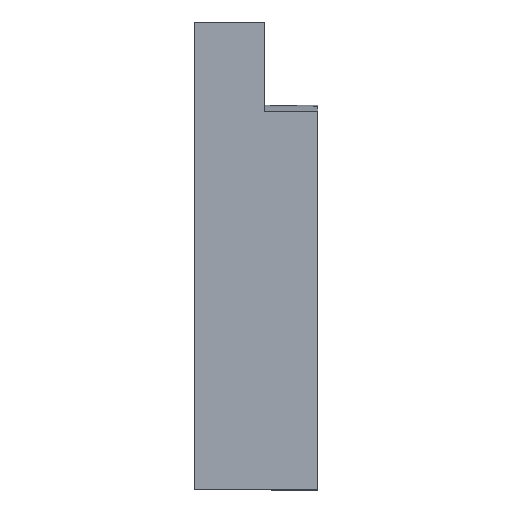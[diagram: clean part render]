
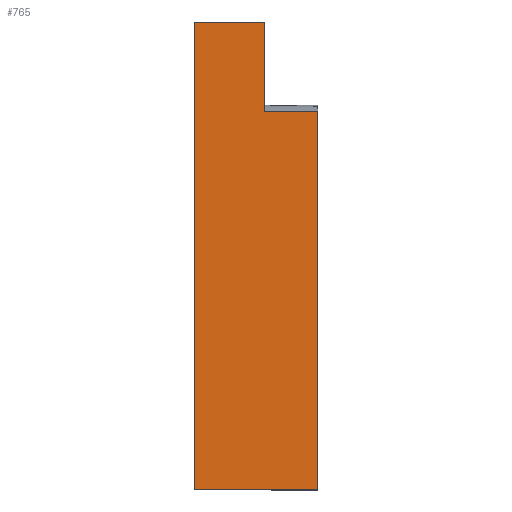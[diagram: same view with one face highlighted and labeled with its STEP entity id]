
A CAD part, top view. The second image highlights one B-rep face of the part: STEP entity #765.
In plain terms, the highlighted planar face has unit normal (0, 0, 1).
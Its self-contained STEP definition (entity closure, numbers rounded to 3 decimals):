
#24 = VERTEX_POINT('',#25);
#25 = CARTESIAN_POINT('',(-22.3,-0.29,
    22.001));
#33 = PLANE('',#34);
#34 = AXIS2_PLACEMENT_3D('',#35,#36,#37);
#35 = CARTESIAN_POINT('',(-22.3,-20.881,
    0.));
#36 = DIRECTION('',(1.,0.,0.));
#37 = DIRECTION('',(0.,0.,1.));
#45 = CYLINDRICAL_SURFACE('',#46,23.723);
#46 = AXIS2_PLACEMENT_3D('',#47,#48,#49);
#47 = CARTESIAN_POINT('',(-21.3,-23.076,
    15.401));
#48 = DIRECTION('',(1.,0.,0.));
#49 = DIRECTION('',(0.,1.,0.));
#254 = VERTEX_POINT('',#255);
#255 = CARTESIAN_POINT('',(-22.3,12.848,
    22.001));
#269 = PLANE('',#270);
#270 = AXIS2_PLACEMENT_3D('',#271,#272,#273);
#271 = CARTESIAN_POINT('',(-32.7,12.848,
    22.001));
#272 = DIRECTION('',(0.,1.,0.));
#273 = DIRECTION('',(0.,0.,-1.));
#281 = EDGE_CURVE('',#254,#24,#282,.T.);
#282 = SURFACE_CURVE('',#283,(#287,#294),.PCURVE_S1.);
#283 = LINE('',#284,#285);
#284 = CARTESIAN_POINT('',(-22.3,-10.909,
    22.001));
#285 = VECTOR('',#286,1.);
#286 = DIRECTION('',(0.,-1.,0.));
#287 = PCURVE('',#33,#288);
#288 = DEFINITIONAL_REPRESENTATION('',(#289),#293);
#289 = LINE('',#290,#291);
#290 = CARTESIAN_POINT('',(22.001,-9.972));
#291 = VECTOR('',#292,1.);
#292 = DIRECTION('',(0.,1.));
#293 = ( GEOMETRIC_REPRESENTATION_CONTEXT(2) 
PARAMETRIC_REPRESENTATION_CONTEXT() REPRESENTATION_CONTEXT('2D SPACE',''
  ) );
#294 = PCURVE('',#295,#300);
#295 = PLANE('',#296);
#296 = AXIS2_PLACEMENT_3D('',#297,#298,#299);
#297 = CARTESIAN_POINT('',(-24.189,-22.117,
    22.001));
#298 = DIRECTION('',(0.,0.,1.));
#299 = DIRECTION('',(1.,0.,0.));
#300 = DEFINITIONAL_REPRESENTATION('',(#301),#305);
#301 = LINE('',#302,#303);
#302 = CARTESIAN_POINT('',(1.889,11.208));
#303 = VECTOR('',#304,1.);
#304 = DIRECTION('',(0.,-1.));
#305 = ( GEOMETRIC_REPRESENTATION_CONTEXT(2) 
PARAMETRIC_REPRESENTATION_CONTEXT() REPRESENTATION_CONTEXT('2D SPACE',''
  ) );
#655 = EDGE_CURVE('',#24,#656,#658,.T.);
#656 = VERTEX_POINT('',#657);
#657 = CARTESIAN_POINT('',(-14.5,-0.29,
    22.001));
#658 = SURFACE_CURVE('',#659,(#663,#670),.PCURVE_S1.);
#659 = LINE('',#660,#661);
#660 = CARTESIAN_POINT('',(-21.3,-0.29,
    22.001));
#661 = VECTOR('',#662,1.);
#662 = DIRECTION('',(1.,0.,0.));
#663 = PCURVE('',#45,#664);
#664 = DEFINITIONAL_REPRESENTATION('',(#665),#669);
#665 = LINE('',#666,#667);
#666 = CARTESIAN_POINT('',(0.282,0.));
#667 = VECTOR('',#668,1.);
#668 = DIRECTION('',(0.,1.));
#669 = ( GEOMETRIC_REPRESENTATION_CONTEXT(2) 
PARAMETRIC_REPRESENTATION_CONTEXT() REPRESENTATION_CONTEXT('2D SPACE',''
  ) );
#670 = PCURVE('',#295,#671);
#671 = DEFINITIONAL_REPRESENTATION('',(#672),#676);
#672 = LINE('',#673,#674);
#673 = CARTESIAN_POINT('',(2.889,21.827));
#674 = VECTOR('',#675,1.);
#675 = DIRECTION('',(1.,0.));
#676 = ( GEOMETRIC_REPRESENTATION_CONTEXT(2) 
PARAMETRIC_REPRESENTATION_CONTEXT() REPRESENTATION_CONTEXT('2D SPACE',''
  ) );
#693 = PLANE('',#694);
#694 = AXIS2_PLACEMENT_3D('',#695,#696,#697);
#695 = CARTESIAN_POINT('',(-14.5,0.,0.));
#696 = DIRECTION('',(1.,0.,0.));
#697 = DIRECTION('',(0.,1.,0.));
#765 = ADVANCED_FACE('',(#766),#295,.T.);
#766 = FACE_BOUND('',#767,.T.);
#767 = EDGE_LOOP('',(#768,#798,#826,#847,#848,#849));
#768 = ORIENTED_EDGE('',*,*,#769,.F.);
#769 = EDGE_CURVE('',#770,#772,#774,.T.);
#770 = VERTEX_POINT('',#771);
#771 = CARTESIAN_POINT('',(-32.7,-55.904,
    22.001));
#772 = VERTEX_POINT('',#773);
#773 = CARTESIAN_POINT('',(-32.7,12.848,
    22.001));
#774 = SURFACE_CURVE('',#775,(#779,#786),.PCURVE_S1.);
#775 = LINE('',#776,#777);
#776 = CARTESIAN_POINT('',(-32.7,-55.904,
    22.001));
#777 = VECTOR('',#778,1.);
#778 = DIRECTION('',(0.,1.,0.));
#779 = PCURVE('',#295,#780);
#780 = DEFINITIONAL_REPRESENTATION('',(#781),#785);
#781 = LINE('',#782,#783);
#782 = CARTESIAN_POINT('',(-8.511,-33.787));
#783 = VECTOR('',#784,1.);
#784 = DIRECTION('',(0.,1.));
#785 = ( GEOMETRIC_REPRESENTATION_CONTEXT(2) 
PARAMETRIC_REPRESENTATION_CONTEXT() REPRESENTATION_CONTEXT('2D SPACE',''
  ) );
#786 = PCURVE('',#787,#792);
#787 = PLANE('',#788);
#788 = AXIS2_PLACEMENT_3D('',#789,#790,#791);
#789 = CARTESIAN_POINT('',(-32.7,-21.528,
    0.001));
#790 = DIRECTION('',(1.,0.,0.));
#791 = DIRECTION('',(0.,0.,1.));
#792 = DEFINITIONAL_REPRESENTATION('',(#793),#797);
#793 = LINE('',#794,#795);
#794 = CARTESIAN_POINT('',(22.,34.376));
#795 = VECTOR('',#796,1.);
#796 = DIRECTION('',(0.,-1.));
#797 = ( GEOMETRIC_REPRESENTATION_CONTEXT(2) 
PARAMETRIC_REPRESENTATION_CONTEXT() REPRESENTATION_CONTEXT('2D SPACE',''
  ) );
#798 = ORIENTED_EDGE('',*,*,#799,.T.);
#799 = EDGE_CURVE('',#770,#800,#802,.T.);
#800 = VERTEX_POINT('',#801);
#801 = CARTESIAN_POINT('',(-14.5,-55.904,
    22.001));
#802 = SURFACE_CURVE('',#803,(#807,#814),.PCURVE_S1.);
#803 = LINE('',#804,#805);
#804 = CARTESIAN_POINT('',(-32.7,-55.904,
    22.001));
#805 = VECTOR('',#806,1.);
#806 = DIRECTION('',(1.,0.,0.));
#807 = PCURVE('',#295,#808);
#808 = DEFINITIONAL_REPRESENTATION('',(#809),#813);
#809 = LINE('',#810,#811);
#810 = CARTESIAN_POINT('',(-8.511,-33.787));
#811 = VECTOR('',#812,1.);
#812 = DIRECTION('',(1.,0.));
#813 = ( GEOMETRIC_REPRESENTATION_CONTEXT(2) 
PARAMETRIC_REPRESENTATION_CONTEXT() REPRESENTATION_CONTEXT('2D SPACE',''
  ) );
#814 = PCURVE('',#815,#820);
#815 = PLANE('',#816);
#816 = AXIS2_PLACEMENT_3D('',#817,#818,#819);
#817 = CARTESIAN_POINT('',(-24.224,-55.904,
    0.));
#818 = DIRECTION('',(0.,-1.,0.));
#819 = DIRECTION('',(-1.,0.,0.));
#820 = DEFINITIONAL_REPRESENTATION('',(#821),#825);
#821 = LINE('',#822,#823);
#822 = CARTESIAN_POINT('',(8.476,-22.001));
#823 = VECTOR('',#824,1.);
#824 = DIRECTION('',(-1.,0.));
#825 = ( GEOMETRIC_REPRESENTATION_CONTEXT(2) 
PARAMETRIC_REPRESENTATION_CONTEXT() REPRESENTATION_CONTEXT('2D SPACE',''
  ) );
#826 = ORIENTED_EDGE('',*,*,#827,.T.);
#827 = EDGE_CURVE('',#800,#656,#828,.T.);
#828 = SURFACE_CURVE('',#829,(#833,#840),.PCURVE_S1.);
#829 = LINE('',#830,#831);
#830 = CARTESIAN_POINT('',(-14.5,-27.952,
    22.001));
#831 = VECTOR('',#832,1.);
#832 = DIRECTION('',(0.,1.,0.));
#833 = PCURVE('',#295,#834);
#834 = DEFINITIONAL_REPRESENTATION('',(#835),#839);
#835 = LINE('',#836,#837);
#836 = CARTESIAN_POINT('',(9.689,-5.835));
#837 = VECTOR('',#838,1.);
#838 = DIRECTION('',(0.,1.));
#839 = ( GEOMETRIC_REPRESENTATION_CONTEXT(2) 
PARAMETRIC_REPRESENTATION_CONTEXT() REPRESENTATION_CONTEXT('2D SPACE',''
  ) );
#840 = PCURVE('',#693,#841);
#841 = DEFINITIONAL_REPRESENTATION('',(#842),#846);
#842 = LINE('',#843,#844);
#843 = CARTESIAN_POINT('',(-27.952,22.001));
#844 = VECTOR('',#845,1.);
#845 = DIRECTION('',(1.,0.));
#846 = ( GEOMETRIC_REPRESENTATION_CONTEXT(2) 
PARAMETRIC_REPRESENTATION_CONTEXT() REPRESENTATION_CONTEXT('2D SPACE',''
  ) );
#847 = ORIENTED_EDGE('',*,*,#655,.F.);
#848 = ORIENTED_EDGE('',*,*,#281,.F.);
#849 = ORIENTED_EDGE('',*,*,#850,.F.);
#850 = EDGE_CURVE('',#772,#254,#851,.T.);
#851 = SURFACE_CURVE('',#852,(#856,#863),.PCURVE_S1.);
#852 = LINE('',#853,#854);
#853 = CARTESIAN_POINT('',(-32.7,12.848,
    22.001));
#854 = VECTOR('',#855,1.);
#855 = DIRECTION('',(1.,0.,0.));
#856 = PCURVE('',#295,#857);
#857 = DEFINITIONAL_REPRESENTATION('',(#858),#862);
#858 = LINE('',#859,#860);
#859 = CARTESIAN_POINT('',(-8.511,34.965));
#860 = VECTOR('',#861,1.);
#861 = DIRECTION('',(1.,0.));
#862 = ( GEOMETRIC_REPRESENTATION_CONTEXT(2) 
PARAMETRIC_REPRESENTATION_CONTEXT() REPRESENTATION_CONTEXT('2D SPACE',''
  ) );
#863 = PCURVE('',#269,#864);
#864 = DEFINITIONAL_REPRESENTATION('',(#865),#869);
#865 = LINE('',#866,#867);
#866 = CARTESIAN_POINT('',(0.,0.));
#867 = VECTOR('',#868,1.);
#868 = DIRECTION('',(0.,-1.));
#869 = ( GEOMETRIC_REPRESENTATION_CONTEXT(2) 
PARAMETRIC_REPRESENTATION_CONTEXT() REPRESENTATION_CONTEXT('2D SPACE',''
  ) );
